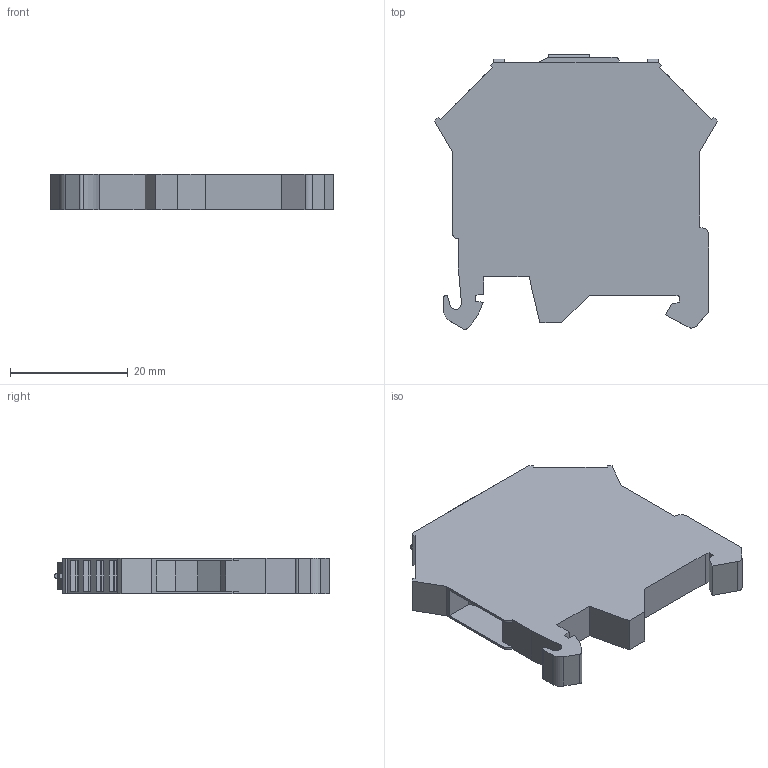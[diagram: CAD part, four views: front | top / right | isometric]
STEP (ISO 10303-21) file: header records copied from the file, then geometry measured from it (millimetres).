
FILE_DESCRIPTION(('FreeCAD Model'),'2;1');
FILE_NAME('1395_TRK_1,5_STB_DS_KOMBI_35.stp','2018-08-31T17:07:31',('Author'),(''), 'Open CASCADE STEP processor 7.2','FreeCAD','Unknown');
FILE_SCHEMA(('AUTOMOTIVE_DESIGN { 1 0 10303 214 1 1 1 1 }'));
Length unit declared in the file: millimetre
Products named in the file (1): 1395_TRK_1,5_STB_DS_KOMBI_35
Bounding box: 48 x 46.68 x 6.1 mm (x, y, z)
Volume: 9478.6 mm3; surface area: 5304.4 mm2
Topology: 1 solids, 1 shells, 193 faces, 539 edges, 356 vertices
Faces by surface type: plane 159, cylinder 34
Entity records: 13253 total; most frequent: CARTESIAN_POINT 2317, DIRECTION 2051, LINE 1473, VECTOR 1473, ORIENTED_EDGE 1078, PCURVE 1078, DEFINITIONAL_REPRESENTATION 1078, EDGE_CURVE 539
